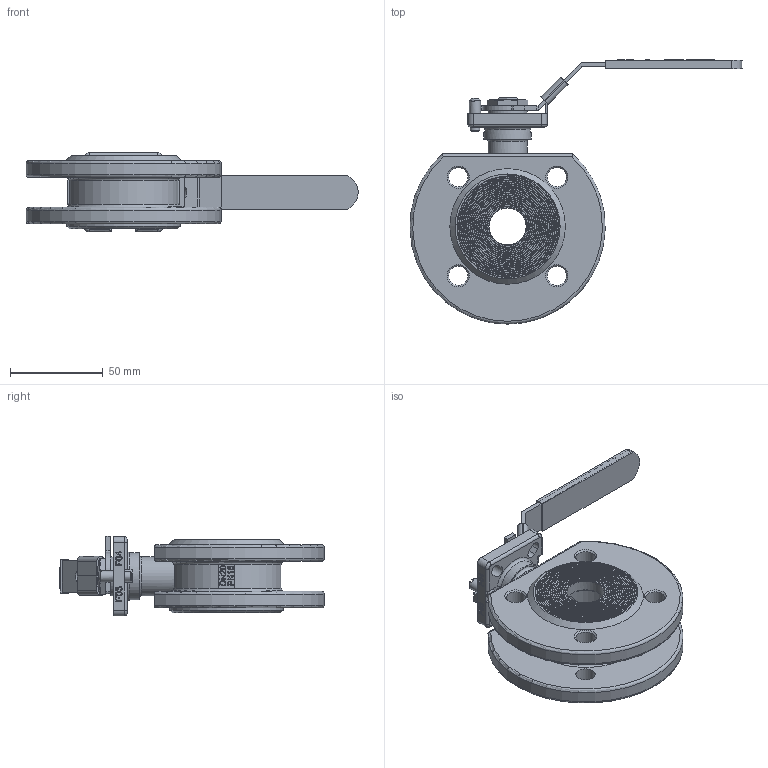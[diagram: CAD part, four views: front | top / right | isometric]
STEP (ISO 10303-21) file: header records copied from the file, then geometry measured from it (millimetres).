
FILE_DESCRIPTION(/* description */ ('Unknown'),/* implementation_level */ '2;1');
FILE_NAME(/* name */ '939-05_(8M.460.020)',/* time_stamp */ '2021-09-10T09:35:27+02:00',/* author */ ('Unknown'),/* organization */ ('Unknown'),/* preprocessor_version */ 'ST-DEVELOPER v16.7',/* originating_system */ 'Solid Edge',/* authorisation */ 'Unknown');
FILE_SCHEMA (('AUTOMOTIVE_DESIGN {1 0 10303 214 3 1 1}'));
Products named in the file (11): 939-05_(8M.460.020); Plate Washer; Stem; Handle; Cap; Body; Small hex thin nuts-Fine pitch thread GB_GB_FASTENER_NUT_SSFNTT M14X1.
0-N; Stop Pin; Plasti Cover; Lock Device; Nut Stopper
Assembly tree (11 placements, depth 2):
  939-05_(8M.460.020)
    Plate Washer
    Stem
    Handle
    Cap
    Body
    Small hex thin nuts-Fine pitch thread GB_GB_FASTENER_NUT_SSFNTT M14X1.
0-N  x2
    Stop Pin
    Plasti Cover
    Lock Device
    Nut Stopper
Bounding box: 178.57 x 142.15 x 42.96 mm (x, y, z)
Volume: 197410.4 mm3; surface area: 74361.9 mm2
Topology: 11 solids, 11 shells, 848 faces, 2202 edges, 1440 vertices
Faces by surface type: plane 484, bspline 183, cylinder 123, cone 38, torus 20
Full cylindrical faces by diameter (mm): 5 x2, 6 x5, 8 x1, 8.6 x1, 9.6 x1, 10.3 x8, 12 x2, 12.4 x1, 12.6 x2, 12.7 x1, 12.917 x2, 16 x2, 20 x2, 21 x2, 21.6 x1, 25.5 x1, 25.8 x1, 28 x2, 33.6 x1, 34 x1, 40 x1, 58 x1, 61 x2
Entity records: 56071 total; most frequent: CARTESIAN_POINT 36861, ORIENTED_EDGE 4178, DIRECTION 3240, EDGE_CURVE 2089, VERTEX_POINT 1408, LINE 1238, VECTOR 1238, EDGE_LOOP 1009
